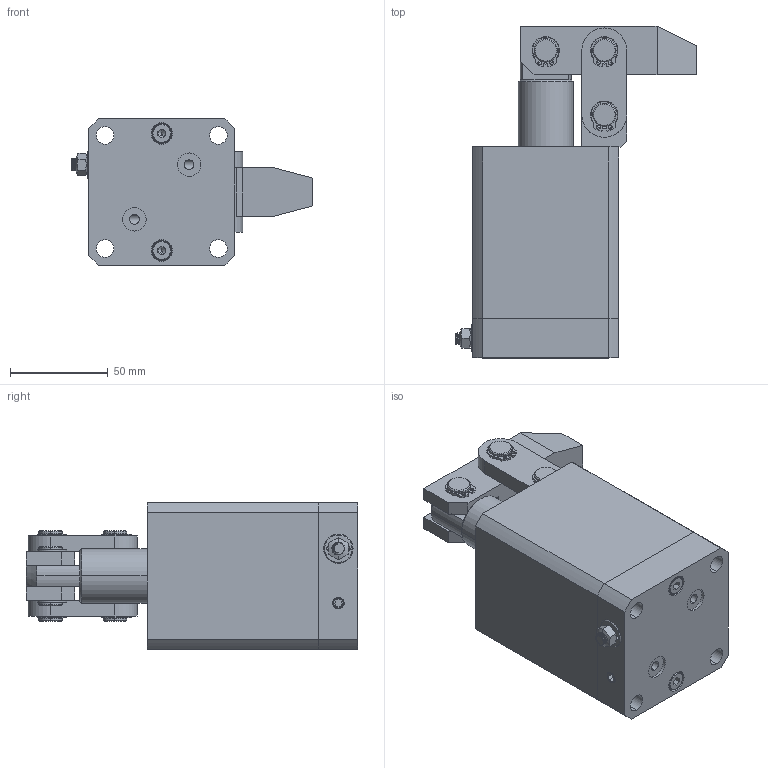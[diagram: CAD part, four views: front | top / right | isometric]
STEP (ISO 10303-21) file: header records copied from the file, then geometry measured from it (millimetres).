
FILE_DESCRIPTION (( 'STEP AP214' ), '1' );
FILE_NAME ('chlc-mf50_asm.STEP', '2019-11-25T06:33:16', ( 'Windows' ), ( 'Microsoft' ), 'SwSTEP 2.0', 'SolidWorks 2015', '' );
FILE_SCHEMA (( 'AUTOMOTIVE_DESIGN' ));
Length unit declared in the file: millimetre
Products named in the file (15): CHLC-MF50-01; chlc-mf50_asm; M6LC; M6LS; CHLC-50-06; M6; TXF_ASM; TSF-01; TXF-02; CHLC-50-04; CHLC-50-02; CHLC-50-03; CHLC-50-01; CHLC-50-09; CHLC-MF50-02
Assembly tree (22 placements, depth 3):
  chlc-mf50_asm
    CHLC-MF50-01
    CHLC-MF50-02
    CHLC-50-09
    CHLC-50-01
    CHLC-50-03  x2
    CHLC-50-02
    CHLC-50-04  x2
    TXF_ASM
      TXF-02
      TSF-01
    M6
    CHLC-50-06  x6
    M6LS
    M6LC  x2
Bounding box: 123 x 170 x 75.01 mm (x, y, z)
Volume: 604633.1 mm3; surface area: 128269.2 mm2
Topology: 21 solids, 21 shells, 1189 faces, 3207 edges, 2098 vertices
Faces by surface type: cylinder 558, plane 481, cone 93, bspline 43, torus 14
Entity records: 46293 total; most frequent: CARTESIAN_POINT 19915, ORIENTED_EDGE 3916, DIRECTION 3321, EDGE_CURVE 1958, AXIS2_PLACEMENT_3D 1294, VERTEX_POINT 1281, EDGE_LOOP 835, UNCERTAINTY_MEASURE_WITH_UNIT 780
